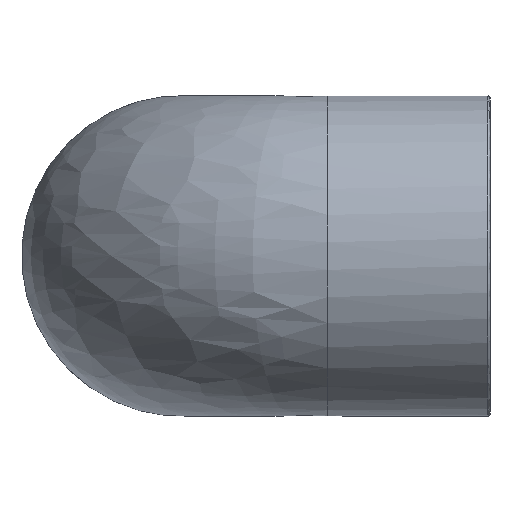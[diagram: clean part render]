
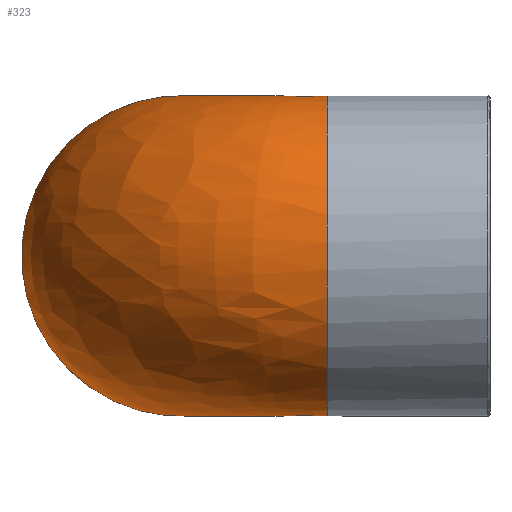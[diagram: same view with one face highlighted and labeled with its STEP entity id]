
A CAD part, left-side view. The second image highlights one B-rep face of the part: STEP entity #323.
In plain terms, the highlighted free-form (B-spline) face has degree [2, 2] with [9, 3] control points.
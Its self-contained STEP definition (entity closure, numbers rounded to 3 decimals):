
#40=(
BOUNDED_SURFACE()
B_SPLINE_SURFACE(2,2,((#514,#515,#516),(#517,#518,#519),(#520,#521,#522),
(#523,#524,#525),(#526,#527,#528),(#529,#530,#531),(#532,#533,#534),(#535,
#536,#537),(#538,#539,#540)),.UNSPECIFIED.,.F.,.F.,.F.)
B_SPLINE_SURFACE_WITH_KNOTS((3,2,2,2,3),(3,3),(-2.68,-1.34,
0.,1.34,2.68),(0.,
1.571),.UNSPECIFIED.)
GEOMETRIC_REPRESENTATION_ITEM()
RATIONAL_B_SPLINE_SURFACE(((1.,0.707,1.),(0.784,
0.554,0.784),(1.,0.707,1.),(0.784,
0.554,0.784),(1.,0.707,1.),(0.784,
0.554,0.784),(1.,0.707,1.),(0.784,
0.554,0.784),(1.,0.707,1.)))
REPRESENTATION_ITEM('')
SURFACE()
);
#41=ELLIPSE('',#353,0.528,0.5);
#43=ELLIPSE('',#355,0.528,0.5);
#77=FACE_OUTER_BOUND('',#104,.T.);
#104=EDGE_LOOP('',(#239,#240,#241,#242));
#143=CIRCLE('',#357,37.5);
#144=CIRCLE('',#358,37.5);
#161=VERTEX_POINT('',#506);
#162=VERTEX_POINT('',#507);
#163=VERTEX_POINT('',#509);
#164=VERTEX_POINT('',#511);
#193=EDGE_CURVE('',#161,#162,#41,.T.);
#195=EDGE_CURVE('',#164,#163,#43,.T.);
#197=EDGE_CURVE('',#163,#161,#143,.T.);
#198=EDGE_CURVE('',#164,#162,#144,.T.);
#239=ORIENTED_EDGE('',*,*,#195,.T.);
#240=ORIENTED_EDGE('',*,*,#197,.T.);
#241=ORIENTED_EDGE('',*,*,#193,.T.);
#242=ORIENTED_EDGE('',*,*,#198,.F.);
#323=ADVANCED_FACE('',(#77),#40,.F.);
#353=AXIS2_PLACEMENT_3D('',#508,#399,#400);
#355=AXIS2_PLACEMENT_3D('',#512,#403,#404);
#357=AXIS2_PLACEMENT_3D('',#541,#407,#408);
#358=AXIS2_PLACEMENT_3D('',#542,#409,#410);
#399=DIRECTION('center_axis',(0.202,-0.202,-0.958));
#400=DIRECTION('ref_axis',(-0.678,0.678,-0.286));
#403=DIRECTION('center_axis',(0.202,-0.202,0.958));
#404=DIRECTION('ref_axis',(0.678,-0.678,-0.286));
#407=DIRECTION('center_axis',(0.,1.,0.));
#408=DIRECTION('ref_axis',(-1.,0.,0.));
#409=DIRECTION('center_axis',(1.,0.,0.));
#410=DIRECTION('ref_axis',(0.,1.,0.));
#506=CARTESIAN_POINT('',(33.553,38.,16.747));
#507=CARTESIAN_POINT('',(34.,38.447,16.747));
#508=CARTESIAN_POINT('Origin',(34.053,37.947,16.864));
#509=CARTESIAN_POINT('',(33.553,38.,-16.747));
#511=CARTESIAN_POINT('',(34.,38.447,-16.747));
#512=CARTESIAN_POINT('Origin',(34.053,37.947,-16.864));
#514=CARTESIAN_POINT('Ctrl Pts',(33.574,38.,16.704));
#515=CARTESIAN_POINT('Ctrl Pts',(33.574,38.426,16.704));
#516=CARTESIAN_POINT('Ctrl Pts',(34.,38.426,16.704));
#517=CARTESIAN_POINT('Ctrl Pts',(20.341,38.,43.302));
#518=CARTESIAN_POINT('Ctrl Pts',(20.341,51.659,43.302));
#519=CARTESIAN_POINT('Ctrl Pts',(34.,51.659,43.302));
#520=CARTESIAN_POINT('Ctrl Pts',(-8.579,38.,36.505));
#521=CARTESIAN_POINT('Ctrl Pts',(-8.579,80.579,36.505));
#522=CARTESIAN_POINT('Ctrl Pts',(34.,80.579,36.505));
#523=CARTESIAN_POINT('Ctrl Pts',(-37.5,38.,29.709));
#524=CARTESIAN_POINT('Ctrl Pts',(-37.5,109.5,29.709));
#525=CARTESIAN_POINT('Ctrl Pts',(34.,109.5,29.709));
#526=CARTESIAN_POINT('Ctrl Pts',(-37.5,38.,0.));
#527=CARTESIAN_POINT('Ctrl Pts',(-37.5,109.5,0.));
#528=CARTESIAN_POINT('Ctrl Pts',(34.,109.5,0.));
#529=CARTESIAN_POINT('Ctrl Pts',(-37.5,38.,-29.709));
#530=CARTESIAN_POINT('Ctrl Pts',(-37.5,109.5,-29.709));
#531=CARTESIAN_POINT('Ctrl Pts',(34.,109.5,-29.709));
#532=CARTESIAN_POINT('Ctrl Pts',(-8.579,38.,-36.505));
#533=CARTESIAN_POINT('Ctrl Pts',(-8.579,80.579,-36.505));
#534=CARTESIAN_POINT('Ctrl Pts',(34.,80.579,-36.505));
#535=CARTESIAN_POINT('Ctrl Pts',(20.341,38.,-43.302));
#536=CARTESIAN_POINT('Ctrl Pts',(20.341,51.659,-43.302));
#537=CARTESIAN_POINT('Ctrl Pts',(34.,51.659,-43.302));
#538=CARTESIAN_POINT('Ctrl Pts',(33.574,38.,-16.704));
#539=CARTESIAN_POINT('Ctrl Pts',(33.574,38.426,-16.704));
#540=CARTESIAN_POINT('Ctrl Pts',(34.,38.426,-16.704));
#541=CARTESIAN_POINT('Origin',(0.,38.,0.));
#542=CARTESIAN_POINT('Origin',(34.,72.,0.));
